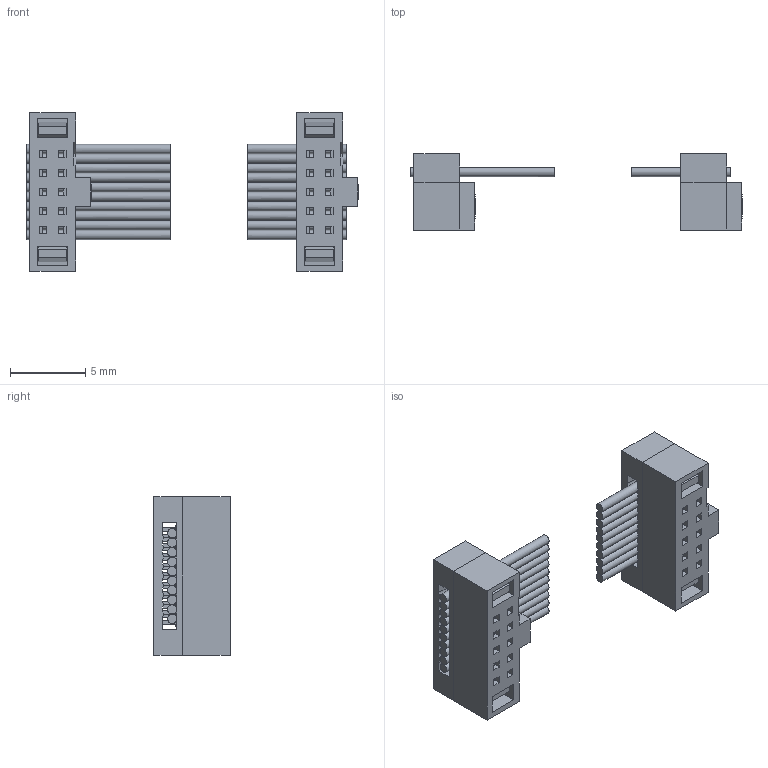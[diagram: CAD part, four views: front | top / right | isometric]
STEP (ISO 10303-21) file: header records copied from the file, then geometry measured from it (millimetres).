
FILE_DESCRIPTION(/* description */ (''),/* implementation_level */ '2;1');
FILE_NAME(/* name */ '1.27mm flat cable FFSD-05-D-02.00-01-N v1.step',/* time_stamp */ '2022-11-11T11:20:08+01:00',/* author */ (''),/* organization */ (''),/* preprocessor_version */ 'ST-DEVELOPER v19.2',/* originating_system */ 'Autodesk Translation Framework v11.17.0.187',/* authorisation */ '');
FILE_SCHEMA (('AUTOMOTIVE_DESIGN { 1 0 10303 214 3 1 1 }'));
Length unit declared in the file: inch
Products named in the file (5): 1.27mm flat cable FFSD-05-D-02.00-01-N; FFSD-050se_ub; FFSD-05pin; FFSD-05()ub; FFSD-050LB
Assembly tree (8 placements, depth 2):
  1.27mm flat cable FFSD-05-D-02.00-01-N
    FFSD-05pin  x4
    FFSD-050se_ub
    FFSD-050LB  x2
    FFSD-05()ub
Bounding box: 22.11 x 5.08 x 10.54 mm (x, y, z)
Volume: 268.1 mm3; surface area: 1409.9 mm2
Topology: 8 solids, 8 shells, 1044 faces, 3130 edges, 2060 vertices
Faces by surface type: plane 948, cylinder 96
Entity records: 20782 total; most frequent: ORIENTED_EDGE 3652, CARTESIAN_POINT 3625, DIRECTION 3330, EDGE_CURVE 1826, LINE 1512, VECTOR 1512, VERTEX_POINT 1204, AXIS2_PLACEMENT_3D 909
